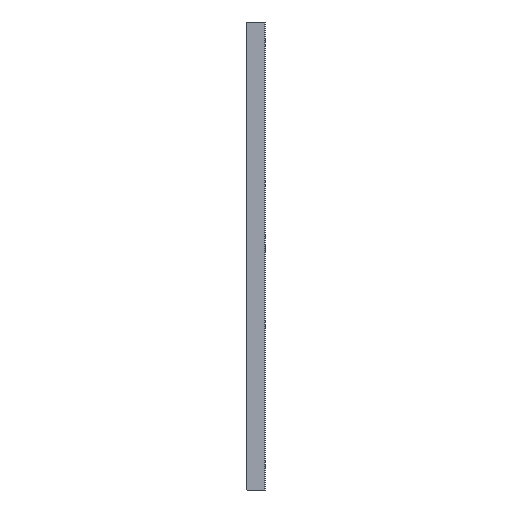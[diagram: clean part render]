
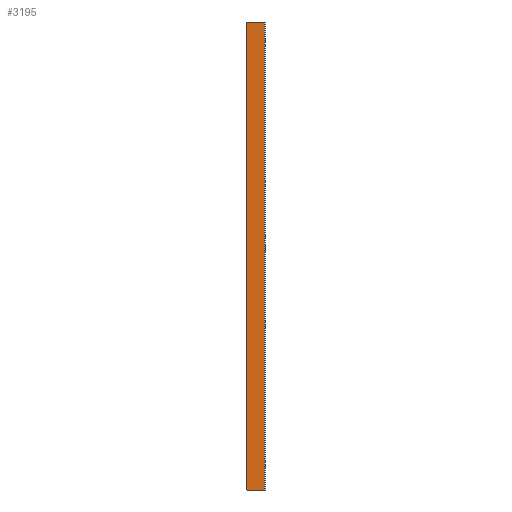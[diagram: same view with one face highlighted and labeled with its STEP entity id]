
A CAD part, left-side view. The second image highlights one B-rep face of the part: STEP entity #3195.
In plain terms, the highlighted planar face has unit normal (-1, 0, 0).
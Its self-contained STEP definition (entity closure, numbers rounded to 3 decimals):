
#1053=DIRECTION('',(0.,-0.707,0.707));
#1054=VECTOR('',#1053,2.828);
#1055=CARTESIAN_POINT('',(-150.,78.,998.));
#1056=LINE('',#1055,#1054);
#1060=DIRECTION('',(0.,0.,1.));
#1061=VECTOR('',#1060,2000.);
#1062=CARTESIAN_POINT('',(-150.,3.,-1000.));
#1063=LINE('',#1062,#1061);
#1067=DIRECTION('',(0.,0.707,0.707));
#1068=VECTOR('',#1067,2.828);
#1069=CARTESIAN_POINT('',(-150.,76.,-1000.));
#1070=LINE('',#1069,#1068);
#1081=DIRECTION('',(0.,0.,1.));
#1082=VECTOR('',#1081,1996.);
#1083=CARTESIAN_POINT('',(-150.,78.,-998.));
#1084=LINE('',#1083,#1082);
#1109=DIRECTION('',(0.,1.,0.));
#1110=VECTOR('',#1109,73.);
#1111=CARTESIAN_POINT('',(-150.,3.,-1000.));
#1112=LINE('',#1111,#1110);
#1195=DIRECTION('',(0.,1.,0.));
#1196=VECTOR('',#1195,73.);
#1197=CARTESIAN_POINT('',(-150.,3.,1000.));
#1198=LINE('',#1197,#1196);
#2442=CARTESIAN_POINT('',(-150.,78.,998.));
#2443=CARTESIAN_POINT('',(-150.,76.,1000.));
#2444=VERTEX_POINT('',#2442);
#2445=VERTEX_POINT('',#2443);
#2450=CARTESIAN_POINT('',(-150.,76.,-1000.));
#2451=CARTESIAN_POINT('',(-150.,78.,-998.));
#2452=VERTEX_POINT('',#2450);
#2453=VERTEX_POINT('',#2451);
#2458=CARTESIAN_POINT('',(-150.,3.,-1000.));
#2459=VERTEX_POINT('',#2458);
#2460=CARTESIAN_POINT('',(-150.,3.,1000.));
#2461=VERTEX_POINT('',#2460);
#3177=CARTESIAN_POINT('',(-150.,3.,-1000.));
#3178=DIRECTION('',(1.,0.,0.));
#3179=DIRECTION('',(0.,1.,0.));
#3180=AXIS2_PLACEMENT_3D('',#3177,#3178,#3179);
#3181=PLANE('',#3180);
#3183=ORIENTED_EDGE('',*,*,#3182,.T.);
#3185=ORIENTED_EDGE('',*,*,#3184,.F.);
#3186=ORIENTED_EDGE('',*,*,#3169,.F.);
#3188=ORIENTED_EDGE('',*,*,#3187,.T.);
#3190=ORIENTED_EDGE('',*,*,#3189,.T.);
#3192=ORIENTED_EDGE('',*,*,#3191,.T.);
#3193=EDGE_LOOP('',(#3183,#3185,#3186,#3188,#3190,#3192));
#3194=FACE_OUTER_BOUND('',#3193,.F.);
#3169=EDGE_CURVE('',#2459,#2461,#1063,.T.);
#3182=EDGE_CURVE('',#2444,#2445,#1056,.T.);
#3184=EDGE_CURVE('',#2461,#2445,#1198,.T.);
#3187=EDGE_CURVE('',#2459,#2452,#1112,.T.);
#3189=EDGE_CURVE('',#2452,#2453,#1070,.T.);
#3191=EDGE_CURVE('',#2453,#2444,#1084,.T.);
#3195=ADVANCED_FACE('',(#3194),#3181,.F.);
